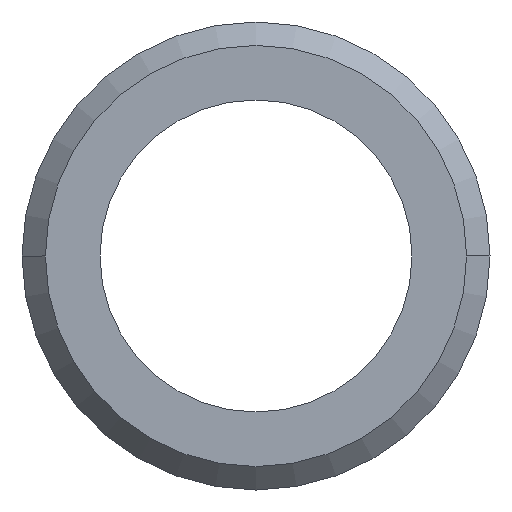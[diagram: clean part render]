
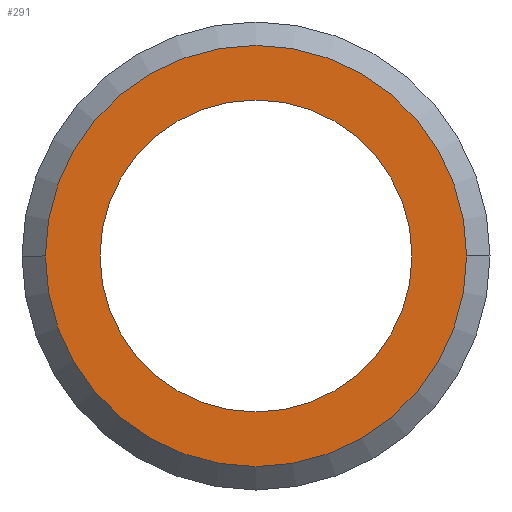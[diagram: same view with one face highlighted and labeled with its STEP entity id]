
A CAD part, front view. The second image highlights one B-rep face of the part: STEP entity #291.
In plain terms, the highlighted planar face has unit normal (0, -1, 0).
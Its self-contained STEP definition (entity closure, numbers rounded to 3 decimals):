
#49=CARTESIAN_POINT('',(-2.,0.,0.0));
#50=VERTEX_POINT('',#49);
#59=CARTESIAN_POINT('',(2.,0.0,0.));
#60=VERTEX_POINT('',#59);
#61=CARTESIAN_POINT('',(0.0,0.0,0.0));
#62=DIRECTION('',(0.0,1.0,0.0));
#63=DIRECTION('',(-1.0,0.0,0.0));
#64=AXIS2_PLACEMENT_3D('',#61,#62,#63);
#65=CIRCLE('',#64,2.);
#66=EDGE_CURVE('',#60,#50,#65,.T.);
#91=CARTESIAN_POINT('',(2.7,0.,0.));
#92=VERTEX_POINT('',#91);
#101=CARTESIAN_POINT('',(-2.7,0.,0.));
#102=VERTEX_POINT('',#101);
#103=CARTESIAN_POINT('',(0.0,0.,0.0));
#104=DIRECTION('',(0.0,1.0,0.0));
#105=DIRECTION('',(1.0,0.0,0.0));
#106=AXIS2_PLACEMENT_3D('',#103,#104,#105);
#107=CIRCLE('',#106,2.7);
#108=EDGE_CURVE('',#92,#102,#107,.T.);
#262=CARTESIAN_POINT('',(0.0,0.,0.0));
#263=DIRECTION('',(0.0,1.0,0.0));
#264=DIRECTION('',(1.0,0.0,0.0));
#265=AXIS2_PLACEMENT_3D('',#262,#263,#264);
#266=CIRCLE('',#265,2.7);
#267=EDGE_CURVE('',#102,#92,#266,.T.);
#272=CARTESIAN_POINT('',(-2.5,0.,0.0));
#273=DIRECTION('',(0.0,-1.0,0.0));
#274=DIRECTION('',(0.0,0.0,-1.0));
#275=AXIS2_PLACEMENT_3D('',#272,#273,#274);
#276=PLANE('',#275);
#277=ORIENTED_EDGE('',*,*,#267,.F.);
#278=ORIENTED_EDGE('',*,*,#108,.F.);
#279=EDGE_LOOP('',(#277,#278));
#280=FACE_OUTER_BOUND('',#279,.T.);
#281=CARTESIAN_POINT('',(0.0,0.0,0.0));
#282=DIRECTION('',(0.0,1.0,0.0));
#283=DIRECTION('',(-1.0,0.0,0.0));
#284=AXIS2_PLACEMENT_3D('',#281,#282,#283);
#285=CIRCLE('',#284,2.);
#286=EDGE_CURVE('',#50,#60,#285,.T.);
#287=ORIENTED_EDGE('',*,*,#286,.T.);
#288=ORIENTED_EDGE('',*,*,#66,.T.);
#289=EDGE_LOOP('',(#287,#288));
#290=FACE_BOUND('',#289,.T.);
#291=ADVANCED_FACE('',(#280,#290),#276,.T.);
